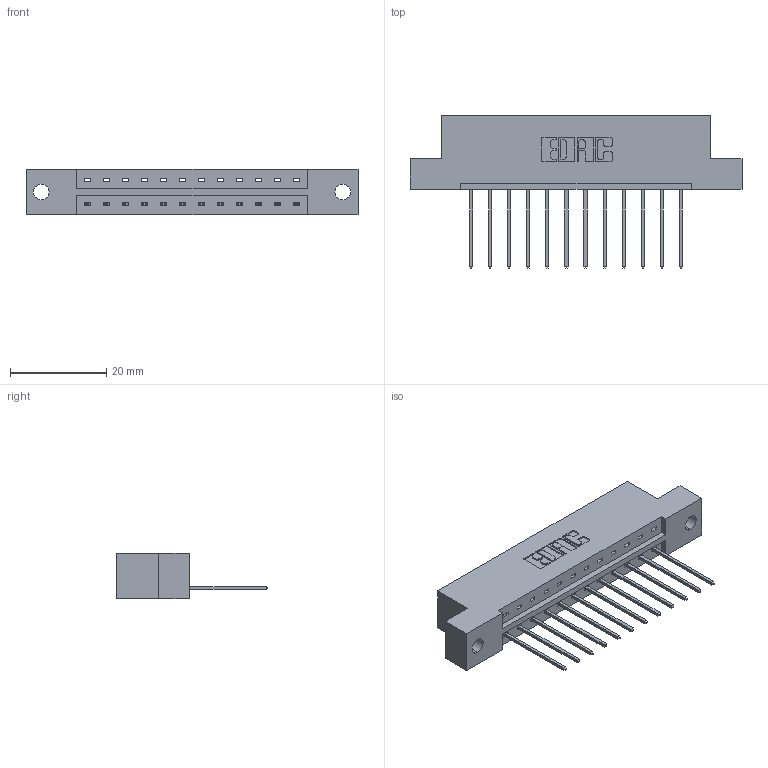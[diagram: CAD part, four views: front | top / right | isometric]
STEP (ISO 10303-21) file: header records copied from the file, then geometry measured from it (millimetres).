
FILE_DESCRIPTION (( 'STEP AP203' ), '1' );
FILE_NAME ('333-012-542-102.STEP', '2018-08-01T00:29:34', ( '' ), ( '' ), 'SwSTEP 2.0', 'SolidWorks 2016', '' );
FILE_SCHEMA (( 'CONFIG_CONTROL_DESIGN' ));
Length unit declared in the file: inch
Products named in the file (3): 333 Part_Flush - .128 Dia; 345-292-001_345-293-142; 333-012-542-102
Assembly tree (13 placements, depth 2):
  333-012-542-102
    333 Part_Flush - .128 Dia
    345-292-001_345-293-142  x12
Bounding box: 69.09 x 31.63 x 9.4 mm (x, y, z)
Volume: 6684.2 mm3; surface area: 6939.4 mm2
Topology: 13 solids, 13 shells, 810 faces, 2423 edges, 1598 vertices
Faces by surface type: plane 574, cylinder 236
Entity records: 11237 total; most frequent: CARTESIAN_POINT 1950, ORIENTED_EDGE 1898, DIRECTION 1705, EDGE_CURVE 949, VECTOR 821, LINE 821, VERTEX_POINT 630, AXIS2_PLACEMENT_3D 442
